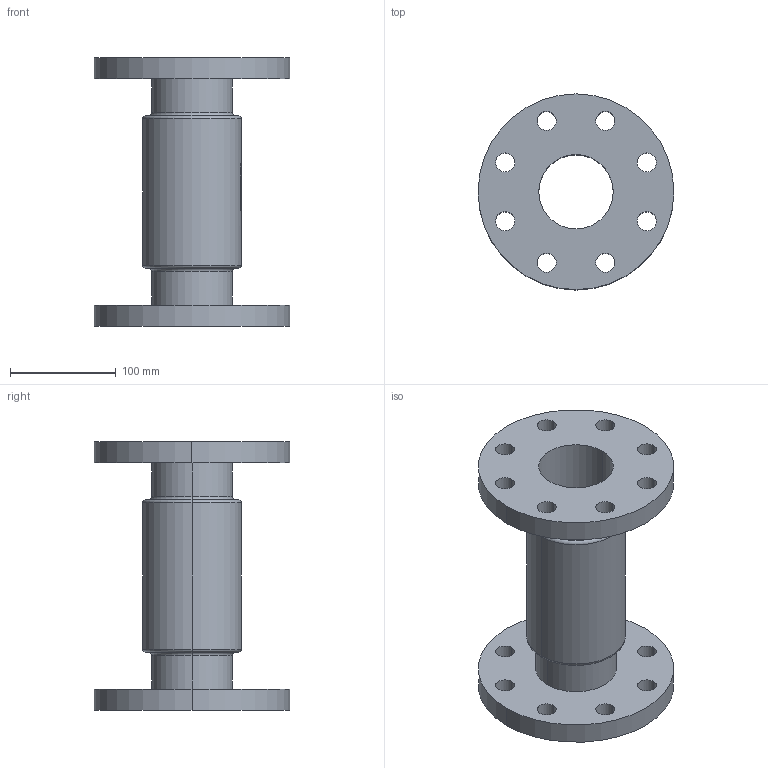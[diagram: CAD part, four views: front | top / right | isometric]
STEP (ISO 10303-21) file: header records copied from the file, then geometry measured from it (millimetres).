
FILE_DESCRIPTION (( 'STEP AP214' ), '1' );
FILE_NAME ('7120000_DN065_PN10_51420236.STEP', '2022-02-14T10:44:08', ( 'axxx' ), ( 'Hewlett-Packard Company' ), 'SwSTEP 2.0', 'SolidWorks 2019', '' );
FILE_SCHEMA (( 'AUTOMOTIVE_DESIGN' ));
Length unit declared in the file: millimetre
Products named in the file (1): 7120000_DN065_PN10_51420236
Bounding box: 185 x 185 x 254 mm (x, y, z)
Volume: 1310047 mm3; surface area: 244569.1 mm2
Topology: 1 solids, 1 shells, 546 faces, 1426 edges, 948 vertices
Faces by surface type: plane 243, bspline 231, cylinder 64, torus 8
Entity records: 29920 total; most frequent: CARTESIAN_POINT 17947, ORIENTED_EDGE 2852, DIRECTION 1713, EDGE_CURVE 1426, VERTEX_POINT 948, LINE 753, VECTOR 753, EDGE_LOOP 646
